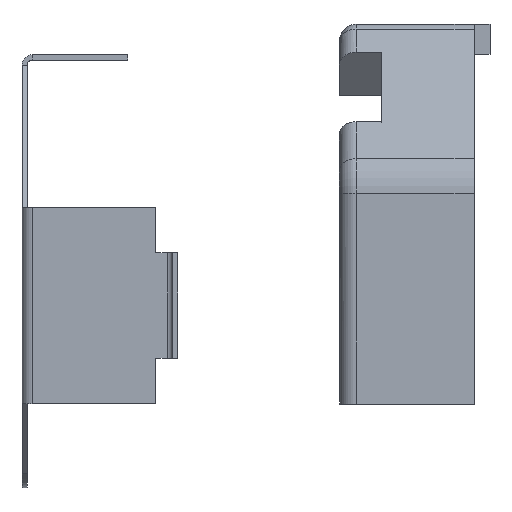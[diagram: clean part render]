
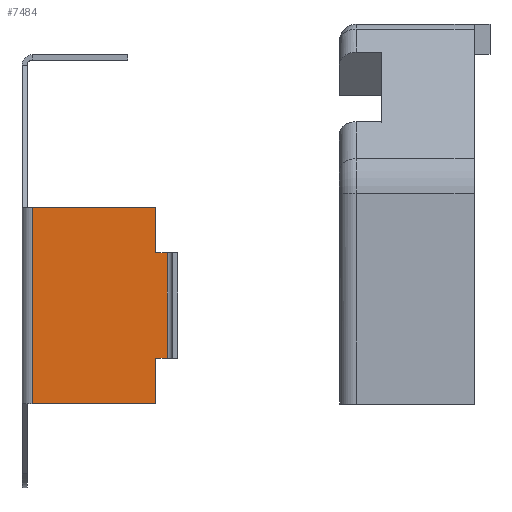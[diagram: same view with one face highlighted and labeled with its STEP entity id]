
A CAD part, left-side view. The second image highlights one B-rep face of the part: STEP entity #7484.
In plain terms, the highlighted planar face has unit normal (-1, 0, 0).
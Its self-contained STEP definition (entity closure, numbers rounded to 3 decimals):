
#5288 = DIRECTION ( 'NONE',  ( 0., 0., -1. ) ) ;
#5289 = VECTOR ( 'NONE', #5288, 1000. ) ;
#5290 = CARTESIAN_POINT ( 'NONE',  ( -10.607, -10.906, 1.513 ) ) ;
#5291 = LINE ( 'NONE', #5290, #5289 ) ;
#5345 = CARTESIAN_POINT ( 'NONE',  ( -10.607, -10.906, -3.567 ) ) ;
#5346 = CARTESIAN_POINT ( 'NONE',  ( -10.607, -10.906, 1.513 ) ) ;
#5354 = CARTESIAN_POINT ( 'NONE',  ( -10.607, -10.348, -5.739 ) ) ;
#5355 = DIRECTION ( 'NONE',  ( 0., -1., 0. ) ) ;
#5356 = VECTOR ( 'NONE', #5355, 1000. ) ;
#5357 = CARTESIAN_POINT ( 'NONE',  ( -10.607, -4.175, -5.739 ) ) ;
#5358 = LINE ( 'NONE', #5357, #5356 ) ;
#5359 = CARTESIAN_POINT ( 'NONE',  ( -10.607, -4.429, -5.739 ) ) ;
#5360 = DIRECTION ( 'NONE',  ( 0., 0., 1. ) ) ;
#5361 = VECTOR ( 'NONE', #5360, 1000. ) ;
#5362 = CARTESIAN_POINT ( 'NONE',  ( -10.607, -4.429, 3.685 ) ) ;
#5363 = LINE ( 'NONE', #5362, #5361 ) ;
#5364 = CARTESIAN_POINT ( 'NONE',  ( -10.607, -4.429, 3.685 ) ) ;
#5365 = DIRECTION ( 'NONE',  ( 0., 1., 0. ) ) ;
#5366 = VECTOR ( 'NONE', #5365, 1000. ) ;
#5367 = CARTESIAN_POINT ( 'NONE',  ( -10.607, -4.175, 3.685 ) ) ;
#5368 = LINE ( 'NONE', #5367, #5366 ) ;
#5369 = CARTESIAN_POINT ( 'NONE',  ( -10.607, -10.348, 3.685 ) ) ;
#5371 = DIRECTION ( 'NONE',  ( 0., 0., 1. ) ) ;
#5372 = VECTOR ( 'NONE', #5371, 1000. ) ;
#5373 = CARTESIAN_POINT ( 'NONE',  ( -10.607, -10.348, 1.513 ) ) ;
#5374 = LINE ( 'NONE', #5373, #5372 ) ;
#5413 = CARTESIAN_POINT ( 'NONE',  ( -10.607, -10.348, 1.513 ) ) ;
#5414 = DIRECTION ( 'NONE',  ( 0., 1., 0. ) ) ;
#5415 = VECTOR ( 'NONE', #5414, 1000. ) ;
#5416 = CARTESIAN_POINT ( 'NONE',  ( -10.607, -4.175, 1.513 ) ) ;
#5417 = LINE ( 'NONE', #5416, #5415 ) ;
#5569 = FACE_OUTER_BOUND ( 'NONE', #7400, .T. ) ;
#5578 = DIRECTION ( 'NONE',  ( 0., -1., 0. ) ) ;
#5579 = VECTOR ( 'NONE', #5578, 1000. ) ;
#5580 = CARTESIAN_POINT ( 'NONE',  ( -10.607, -4.175, -3.567 ) ) ;
#5581 = LINE ( 'NONE', #5580, #5579 ) ;
#5583 = DIRECTION ( 'NONE',  ( 0., 0., 1. ) ) ;
#5584 = VECTOR ( 'NONE', #5583, 1000. ) ;
#5585 = CARTESIAN_POINT ( 'NONE',  ( -10.607, -10.348, 1.513 ) ) ;
#5586 = LINE ( 'NONE', #5585, #5584 ) ;
#5587 = CARTESIAN_POINT ( 'NONE',  ( -10.607, -10.348, -3.567 ) ) ;
#5603 = DIRECTION ( 'NONE',  ( 0., -1., 0. ) ) ;
#5604 = DIRECTION ( 'NONE',  ( 1., 0., 0. ) ) ;
#5605 = CARTESIAN_POINT ( 'NONE',  ( -10.607, -4.175, 1.513 ) ) ;
#5606 = AXIS2_PLACEMENT_3D ( 'NONE', #5605, #5604, #5603 ) ;
#5607 = PLANE ( 'NONE',  #5606 ) ;
#7373 = ORIENTED_EDGE ( 'NONE', *, *, #7374, .F. ) ;
#7374 = EDGE_CURVE ( 'NONE', #7375, #7376, #5291, .T. ) ;
#7375 = VERTEX_POINT ( 'NONE', #5346 ) ;
#7376 = VERTEX_POINT ( 'NONE', #5345 ) ;
#7383 = EDGE_CURVE ( 'NONE', #7416, #7385, #5374, .T. ) ;
#7385 = VERTEX_POINT ( 'NONE', #5369 ) ;
#7386 = ORIENTED_EDGE ( 'NONE', *, *, #7387, .T. ) ;
#7387 = EDGE_CURVE ( 'NONE', #7385, #7388, #5368, .T. ) ;
#7388 = VERTEX_POINT ( 'NONE', #5364 ) ;
#7389 = ORIENTED_EDGE ( 'NONE', *, *, #7390, .F. ) ;
#7390 = EDGE_CURVE ( 'NONE', #7391, #7388, #5363, .T. ) ;
#7391 = VERTEX_POINT ( 'NONE', #5359 ) ;
#7392 = ORIENTED_EDGE ( 'NONE', *, *, #7393, .T. ) ;
#7393 = EDGE_CURVE ( 'NONE', #7391, #7394, #5358, .T. ) ;
#7394 = VERTEX_POINT ( 'NONE', #5354 ) ;
#7400 = EDGE_LOOP ( 'NONE', ( #7373, #7414, #7487, #7386, #7389, #7392, #7473, #7471 ) ) ;
#7414 = ORIENTED_EDGE ( 'NONE', *, *, #7415, .T. ) ;
#7415 = EDGE_CURVE ( 'NONE', #7375, #7416, #5417, .T. ) ;
#7416 = VERTEX_POINT ( 'NONE', #5413 ) ;
#7469 = VERTEX_POINT ( 'NONE', #5587 ) ;
#7470 = EDGE_CURVE ( 'NONE', #7394, #7469, #5586, .T. ) ;
#7471 = ORIENTED_EDGE ( 'NONE', *, *, #7472, .T. ) ;
#7472 = EDGE_CURVE ( 'NONE', #7469, #7376, #5581, .T. ) ;
#7473 = ORIENTED_EDGE ( 'NONE', *, *, #7470, .T. ) ;
#7484 = ADVANCED_FACE ( 'NONE', ( #5569 ), #5607, .F. ) ;
#7487 = ORIENTED_EDGE ( 'NONE', *, *, #7383, .T. ) ;
